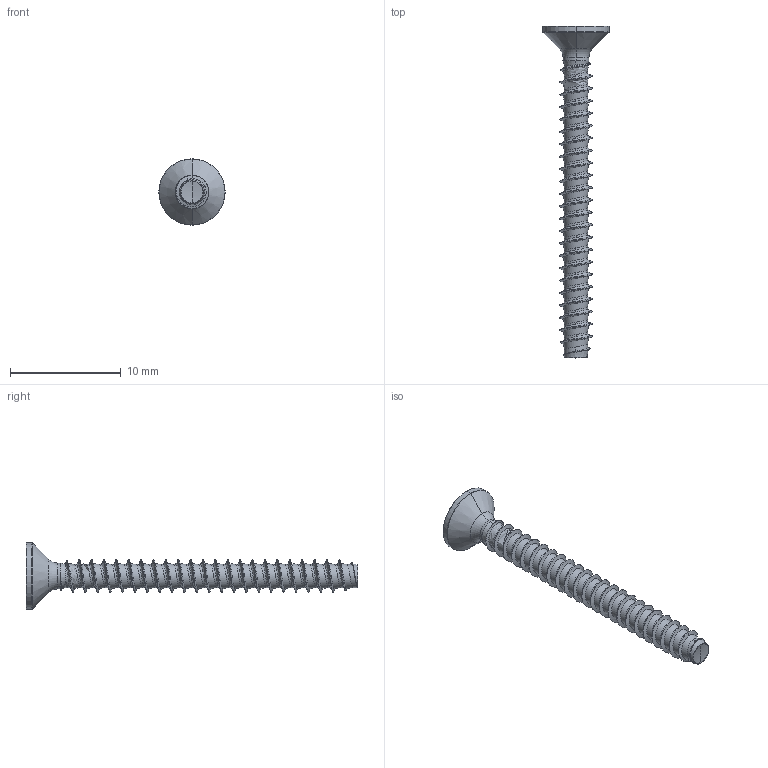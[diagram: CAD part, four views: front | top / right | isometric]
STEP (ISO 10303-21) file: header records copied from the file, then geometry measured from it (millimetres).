
FILE_DESCRIPTION (( 'STEP AP203' ), '1' );
FILE_NAME ('STP430300300.STEP', '2017-08-16T15:40:01', ( '' ), ( '' ), 'SwSTEP 2.0', 'SolidWorks 2015', '' );
FILE_SCHEMA (( 'CONFIG_CONTROL_DESIGN' ));
Length unit declared in the file: millimetre
Products named in the file (1): STP430300300
Bounding box: 6 x 30 x 6 mm (x, y, z)
Volume: 149.6 mm3; surface area: 391.8 mm2
Topology: 1 solids, 1 shells, 135 faces, 344 edges, 213 vertices
Faces by surface type: cylinder 74, bspline 35, cone 11, torus 10, plane 3, sphere 2
Entity records: 33543 total; most frequent: CARTESIAN_POINT 30711, ORIENTED_EDGE 688, DIRECTION 431, EDGE_CURVE 344, VERTEX_POINT 213, AXIS2_PLACEMENT_3D 171, B_SPLINE_CURVE_WITH_KNOTS 137, EDGE_LOOP 137
